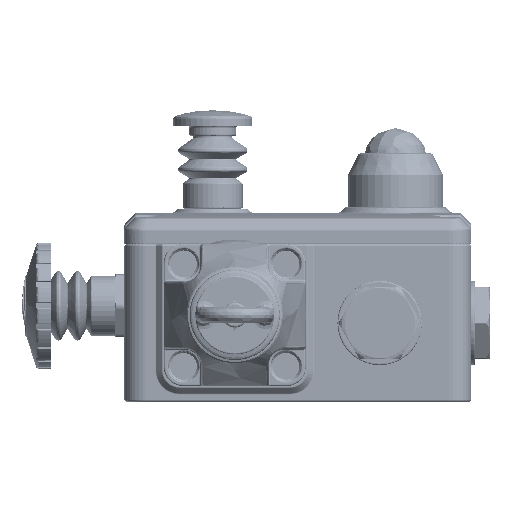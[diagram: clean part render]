
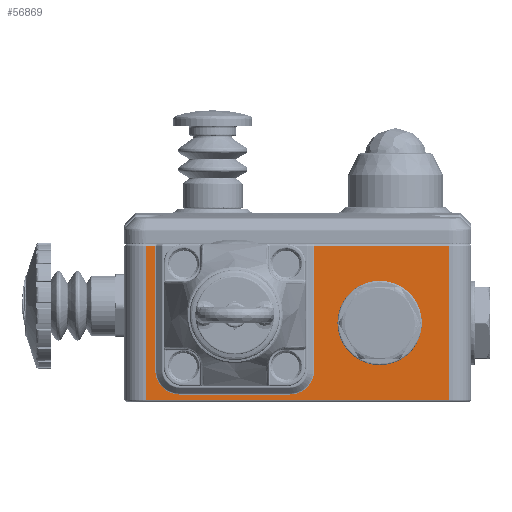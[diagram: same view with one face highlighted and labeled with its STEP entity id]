
A CAD part, left-side view. The second image highlights one B-rep face of the part: STEP entity #56869.
In plain terms, the highlighted planar face has unit normal (-1, 0, 0).
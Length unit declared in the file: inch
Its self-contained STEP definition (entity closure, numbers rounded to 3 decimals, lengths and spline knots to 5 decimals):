
#938 = CARTESIAN_POINT ( 'NONE',  ( 0., 0.02756, -4.33071 ) ) ;
#9540 = EDGE_CURVE ( 'NONE', #79638, #158494, #188183, .T. ) ;
#9935 = ORIENTED_EDGE ( 'NONE', *, *, #9540, .F. ) ;
#14749 = DIRECTION ( 'NONE',  ( 0., 0., -1. ) ) ;
#20212 = CARTESIAN_POINT ( 'NONE',  ( 0., 0., -3.94516 ) ) ;
#21853 = LINE ( 'NONE', #84886, #56265 ) ;
#22060 = DIRECTION ( 'NONE',  ( 0., 0., 1. ) ) ;
#23438 = CARTESIAN_POINT ( 'NONE',  ( 0., 0.55118, -1.14173 ) ) ;
#24102 = CARTESIAN_POINT ( 'NONE',  ( 0., 0., -1.96035 ) ) ;
#24390 = AXIS2_PLACEMENT_3D ( 'NONE', #171900, #144283, #22060 ) ;
#25724 = DIRECTION ( 'NONE',  ( 0., 1., 0. ) ) ;
#32797 = CARTESIAN_POINT ( 'NONE',  ( 0., 0.3937, -1.96035 ) ) ;
#34099 = DIRECTION ( 'NONE',  ( 0., 0., 1. ) ) ;
#38761 = ORIENTED_EDGE ( 'NONE', *, *, #108844, .F. ) ;
#45996 = EDGE_LOOP ( 'NONE', ( #51588, #87117 ) ) ;
#49207 = VECTOR ( 'NONE', #14749, 39.37008 ) ;
#50610 = LINE ( 'NONE', #83062, #121529 ) ;
#51588 = ORIENTED_EDGE ( 'NONE', *, *, #84085, .F. ) ;
#52381 = CARTESIAN_POINT ( 'NONE',  ( 0., 0.02756, -4.05512 ) ) ;
#56265 = VECTOR ( 'NONE', #111548, 39.37008 ) ;
#56656 = CARTESIAN_POINT ( 'NONE',  ( 0., 0.3937, -3.64173 ) ) ;
#56869 = ADVANCED_FACE ( 'NONE', ( #157105, #125593 ), #126538, .F. ) ;
#58257 = DIRECTION ( 'NONE',  ( 0., -1., 0. ) ) ;
#59079 = VECTOR ( 'NONE', #109653, 39.37008 ) ;
#61008 = EDGE_CURVE ( 'NONE', #128767, #172533, #21853, .T. ) ;
#62281 = ORIENTED_EDGE ( 'NONE', *, *, #61008, .F. ) ;
#62509 = VERTEX_POINT ( 'NONE', #164466 ) ;
#66655 = VECTOR ( 'NONE', #25724, 39.37008 ) ;
#67726 = DIRECTION ( 'NONE',  ( 0., -1., 0. ) ) ;
#78431 = CARTESIAN_POINT ( 'NONE',  ( 0., 1.94094, 0. ) ) ;
#78998 = EDGE_CURVE ( 'NONE', #158494, #62509, #86129, .T. ) ;
#79084 = LINE ( 'NONE', #80040, #59079 ) ;
#79587 = DIRECTION ( 'NONE',  ( -1., 0., 0. ) ) ;
#79638 = VERTEX_POINT ( 'NONE', #130797 ) ;
#80040 = CARTESIAN_POINT ( 'NONE',  ( 0., 0., -0.27559 ) ) ;
#80303 = DIRECTION ( 'NONE',  ( 0., -1., 0. ) ) ;
#80762 = ORIENTED_EDGE ( 'NONE', *, *, #140003, .F. ) ;
#81698 = VECTOR ( 'NONE', #80303, 39.37008 ) ;
#82095 = DIRECTION ( 'NONE',  ( 0., 0., 1. ) ) ;
#83062 = CARTESIAN_POINT ( 'NONE',  ( 0., 0.09027, 0. ) ) ;
#83303 = DIRECTION ( 'NONE',  ( -1., 0., 0. ) ) ;
#84085 = EDGE_CURVE ( 'NONE', #88866, #155700, #155596, .T. ) ;
#84886 = CARTESIAN_POINT ( 'NONE',  ( 0., 1.94094, 0. ) ) ;
#86129 = LINE ( 'NONE', #24102, #156487 ) ;
#87117 = ORIENTED_EDGE ( 'NONE', *, *, #97062, .F. ) ;
#88866 = VERTEX_POINT ( 'NONE', #193366 ) ;
#90785 = AXIS2_PLACEMENT_3D ( 'NONE', #92380, #93364, #122979 ) ;
#92380 = CARTESIAN_POINT ( 'NONE',  ( 0., 0.3937, -2.26378 ) ) ;
#93364 = DIRECTION ( 'NONE',  ( -1., 0., 0. ) ) ;
#94875 = CARTESIAN_POINT ( 'NONE',  ( 0., 0.09027, -3.64173 ) ) ;
#95518 = CARTESIAN_POINT ( 'NONE',  ( 0., 0.3937, -3.94516 ) ) ;
#96257 = ORIENTED_EDGE ( 'NONE', *, *, #78998, .F. ) ;
#97062 = EDGE_CURVE ( 'NONE', #155700, #88866, #166966, .T. ) ;
#98650 = LINE ( 'NONE', #115412, #66655 ) ;
#108844 = EDGE_CURVE ( 'NONE', #108874, #128767, #98650, .T. ) ;
#108874 = VERTEX_POINT ( 'NONE', #52381 ) ;
#109653 = DIRECTION ( 'NONE',  ( 0., -1., 0. ) ) ;
#110893 = LINE ( 'NONE', #20212, #81698 ) ;
#111548 = DIRECTION ( 'NONE',  ( 0., 0., 1. ) ) ;
#113792 = DIRECTION ( 'NONE',  ( 0., 1., 0. ) ) ;
#114655 = VERTEX_POINT ( 'NONE', #136474 ) ;
#114751 = ORIENTED_EDGE ( 'NONE', *, *, #172227, .F. ) ;
#115412 = CARTESIAN_POINT ( 'NONE',  ( 0., 0., -4.05512 ) ) ;
#118235 = EDGE_CURVE ( 'NONE', #62509, #121965, #146589, .T. ) ;
#119394 = CARTESIAN_POINT ( 'NONE',  ( 0., 0.98425, -1.14173 ) ) ;
#121529 = VECTOR ( 'NONE', #82095, 39.37008 ) ;
#121965 = VERTEX_POINT ( 'NONE', #164004 ) ;
#122979 = DIRECTION ( 'NONE',  ( 0., 0., 1. ) ) ;
#125593 = FACE_OUTER_BOUND ( 'NONE', #137924, .T. ) ;
#126538 = PLANE ( 'NONE',  #24390 ) ;
#128767 = VERTEX_POINT ( 'NONE', #171754 ) ;
#130797 = CARTESIAN_POINT ( 'NONE',  ( 0., 0.09027, -2.26378 ) ) ;
#133706 = AXIS2_PLACEMENT_3D ( 'NONE', #56656, #83303, #162133 ) ;
#136474 = CARTESIAN_POINT ( 'NONE',  ( 0., 0.02756, -0.27559 ) ) ;
#137924 = EDGE_LOOP ( 'NONE', ( #38761, #80762, #114751, #192773, #96257, #9935, #143498, #151409, #191683, #62281 ) ) ;
#139460 = EDGE_CURVE ( 'NONE', #146238, #79638, #50610, .T. ) ;
#140003 = EDGE_CURVE ( 'NONE', #114655, #108874, #150775, .T. ) ;
#142604 = VERTEX_POINT ( 'NONE', #95518 ) ;
#143498 = ORIENTED_EDGE ( 'NONE', *, *, #139460, .F. ) ;
#144283 = DIRECTION ( 'NONE',  ( 1., 0., 0. ) ) ;
#146194 = AXIS2_PLACEMENT_3D ( 'NONE', #187017, #79587, #67726 ) ;
#146238 = VERTEX_POINT ( 'NONE', #94875 ) ;
#146240 = CIRCLE ( 'NONE', #133706, 0.30343 ) ;
#146589 = LINE ( 'NONE', #78431, #156611 ) ;
#147959 = AXIS2_PLACEMENT_3D ( 'NONE', #119394, #181455, #58257 ) ;
#150775 = LINE ( 'NONE', #938, #49207 ) ;
#151409 = ORIENTED_EDGE ( 'NONE', *, *, #165820, .F. ) ;
#155596 = CIRCLE ( 'NONE', #146194, 0.43307 ) ;
#155700 = VERTEX_POINT ( 'NONE', #23438 ) ;
#156487 = VECTOR ( 'NONE', #113792, 39.37008 ) ;
#156611 = VECTOR ( 'NONE', #34099, 39.37008 ) ;
#157105 = FACE_BOUND ( 'NONE', #45996, .T. ) ;
#158494 = VERTEX_POINT ( 'NONE', #32797 ) ;
#162133 = DIRECTION ( 'NONE',  ( 0., 1., 0. ) ) ;
#164004 = CARTESIAN_POINT ( 'NONE',  ( 0., 1.94094, -0.27559 ) ) ;
#164466 = CARTESIAN_POINT ( 'NONE',  ( 0., 1.94094, -1.96035 ) ) ;
#165820 = EDGE_CURVE ( 'NONE', #142604, #146238, #146240, .T. ) ;
#166966 = CIRCLE ( 'NONE', #147959, 0.43307 ) ;
#171754 = CARTESIAN_POINT ( 'NONE',  ( 0., 1.94094, -4.05512 ) ) ;
#171900 = CARTESIAN_POINT ( 'NONE',  ( 0., 0., 0. ) ) ;
#172227 = EDGE_CURVE ( 'NONE', #121965, #114655, #79084, .T. ) ;
#172533 = VERTEX_POINT ( 'NONE', #182383 ) ;
#175248 = EDGE_CURVE ( 'NONE', #172533, #142604, #110893, .T. ) ;
#181455 = DIRECTION ( 'NONE',  ( -1., 0., 0. ) ) ;
#182383 = CARTESIAN_POINT ( 'NONE',  ( 0., 1.94094, -3.94516 ) ) ;
#187017 = CARTESIAN_POINT ( 'NONE',  ( 0., 0.98425, -1.14173 ) ) ;
#188183 = CIRCLE ( 'NONE', #90785, 0.30343 ) ;
#191683 = ORIENTED_EDGE ( 'NONE', *, *, #175248, .F. ) ;
#192773 = ORIENTED_EDGE ( 'NONE', *, *, #118235, .F. ) ;
#193366 = CARTESIAN_POINT ( 'NONE',  ( 0., 1.41732, -1.14173 ) ) ;
